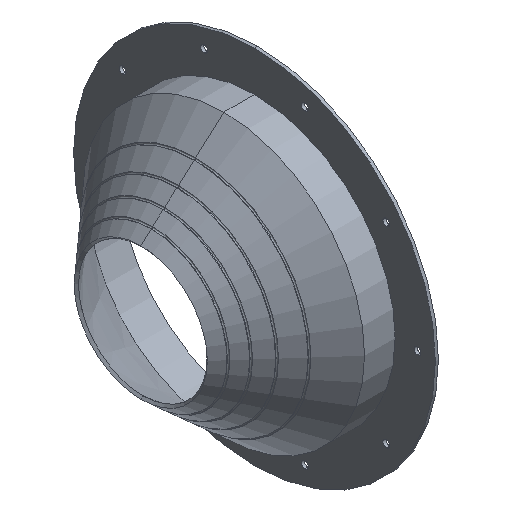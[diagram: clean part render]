
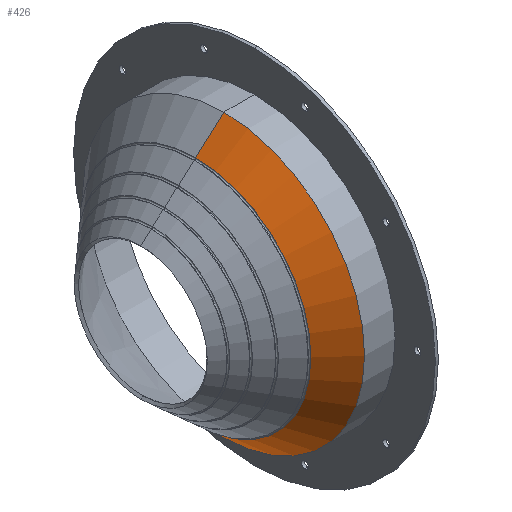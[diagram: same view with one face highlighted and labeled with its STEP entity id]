
A CAD part, isometric view. The second image highlights one B-rep face of the part: STEP entity #426.
In plain terms, the highlighted conical face has half-angle 41.732 degrees and reference radius 91.959 mm.
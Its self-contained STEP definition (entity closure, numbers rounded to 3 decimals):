
#18 = EDGE_CURVE ( 'NONE', #1448, #1444, #1481, .T. ) ;
#21 = EDGE_CURVE ( 'NONE', #1444, #1432, #1464, .T. ) ;
#23 = EDGE_CURVE ( 'NONE', #1448, #1449, #1487, .T. ) ;
#122 = EDGE_LOOP ( 'NONE', ( #1297, #1291, #1290, #1293 ) ) ;
#170 = CIRCLE ( 'NONE', #1620, 91.959 ) ;
#177 = EDGE_CURVE ( 'NONE', #1449, #1432, #170, .T. ) ;
#426 = ADVANCED_FACE ( 'NONE', ( #1054 ), #1058, .T. ) ;
#455 = CARTESIAN_POINT ( 'NONE',  ( 10.897, 0., -91.959 ) ) ;
#457 = CARTESIAN_POINT ( 'NONE',  ( -7.63, 0., -75.433 ) ) ;
#462 = CARTESIAN_POINT ( 'NONE',  ( -7.63, 0., 75.433 ) ) ;
#476 = CARTESIAN_POINT ( 'NONE',  ( 10.897, 0., 91.959 ) ) ;
#659 = CARTESIAN_POINT ( 'NONE',  ( 10.897, 0., 0. ) ) ;
#664 = DIRECTION ( 'NONE',  ( 1., 0., 0. ) ) ;
#665 = DIRECTION ( 'NONE',  ( 0., 0., -1. ) ) ;
#811 = DIRECTION ( 'NONE',  ( 0., 0., 1. ) ) ;
#814 = CARTESIAN_POINT ( 'NONE',  ( 10.897, 0., 0. ) ) ;
#824 = DIRECTION ( 'NONE',  ( -1., 0., 0. ) ) ;
#1054 = FACE_OUTER_BOUND ( 'NONE', #122, .T. ) ;
#1058 = CONICAL_SURFACE ( 'NONE', #1753, 91.959, 0.728 ) ;
#1290 = ORIENTED_EDGE ( 'NONE', *, *, #23, .T. ) ;
#1291 = ORIENTED_EDGE ( 'NONE', *, *, #18, .F. ) ;
#1293 = ORIENTED_EDGE ( 'NONE', *, *, #177, .T. ) ;
#1297 = ORIENTED_EDGE ( 'NONE', *, *, #21, .F. ) ;
#1432 = VERTEX_POINT ( 'NONE', #476 ) ;
#1444 = VERTEX_POINT ( 'NONE', #462 ) ;
#1448 = VERTEX_POINT ( 'NONE', #457 ) ;
#1449 = VERTEX_POINT ( 'NONE', #455 ) ;
#1464 = LINE ( 'NONE', #1521, #1489 ) ;
#1469 = VECTOR ( 'NONE', #1585, 1000. ) ;
#1481 = CIRCLE ( 'NONE', #1845, 75.433 ) ;
#1487 = LINE ( 'NONE', #1519, #1469 ) ;
#1489 = VECTOR ( 'NONE', #1509, 1000. ) ;
#1509 = DIRECTION ( 'NONE',  ( 0.746, 0., 0.666 ) ) ;
#1519 = CARTESIAN_POINT ( 'NONE',  ( 10.897, 0., -91.959 ) ) ;
#1521 = CARTESIAN_POINT ( 'NONE',  ( 10.897, 0., 91.959 ) ) ;
#1542 = DIRECTION ( 'NONE',  ( 0., 0., 1. ) ) ;
#1546 = CARTESIAN_POINT ( 'NONE',  ( -7.63, 0., 0. ) ) ;
#1547 = DIRECTION ( 'NONE',  ( -1., 0., 0. ) ) ;
#1585 = DIRECTION ( 'NONE',  ( 0.746, 0., -0.666 ) ) ;
#1620 = AXIS2_PLACEMENT_3D ( 'NONE', #814, #824, #811 ) ;
#1753 = AXIS2_PLACEMENT_3D ( 'NONE', #659, #664, #665 ) ;
#1845 = AXIS2_PLACEMENT_3D ( 'NONE', #1546, #1547, #1542 ) ;
